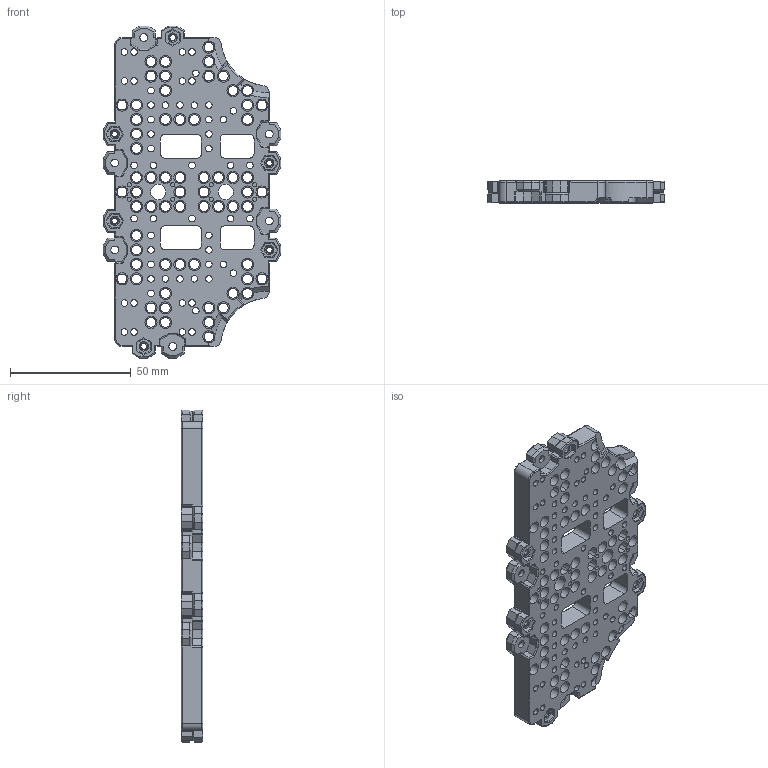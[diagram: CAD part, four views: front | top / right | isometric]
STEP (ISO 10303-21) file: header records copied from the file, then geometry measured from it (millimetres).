
FILE_DESCRIPTION((''),'2;1');
FILE_NAME('P-BP-A001_3D','2017-02-10T',('KJH'),(''),'PRO/ENGINEER BY PARAMETRIC TECHNOLOGY CORPORATION, 2015440','PRO/ENGINEER BY PARAMETRIC TECHNOLOGY CORPORATION, 2015440','');
FILE_SCHEMA(('CONFIG_CONTROL_DESIGN'));
Length unit declared in the file: millimetre
Products named in the file (1): P-BP-A001_3D
Bounding box: 73.55 x 9 x 137.55 mm (x, y, z)
Volume: 46874.6 mm3; surface area: 33419.3 mm2
Topology: 1 solids, 1 shells, 1752 faces, 4825 edges, 3082 vertices
Faces by surface type: plane 831, cylinder 645, cone 264, torus 12
Entity records: 56908 total; most frequent: CARTESIAN_POINT 11441, ORIENTED_EDGE 9626, DIRECTION 9449, EDGE_CURVE 4813, AXIS2_PLACEMENT_3D 3399, VERTEX_POINT 3076, VECTOR 2651, LINE 2651
